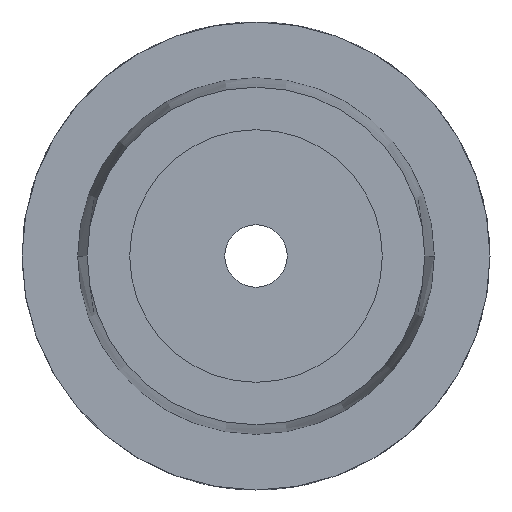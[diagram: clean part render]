
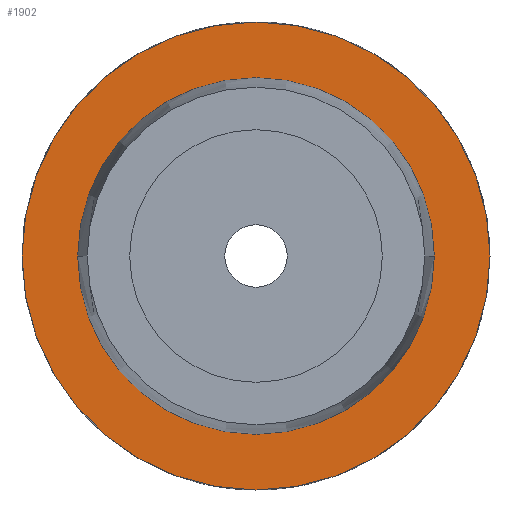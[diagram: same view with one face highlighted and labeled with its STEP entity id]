
A CAD part, left-side view. The second image highlights one B-rep face of the part: STEP entity #1902.
In plain terms, the highlighted planar face has unit normal (-1, 0, 0).
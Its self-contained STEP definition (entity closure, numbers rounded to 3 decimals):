
#425=CARTESIAN_POINT('',(0.,0.,0.));
#426=DIRECTION('',(1.,0.,0.));
#427=DIRECTION('',(0.,1.,0.));
#428=AXIS2_PLACEMENT_3D('',#425,#426,#427);
#447=CARTESIAN_POINT('',(0.,0.,0.));
#448=DIRECTION('',(-1.,0.,0.));
#449=DIRECTION('',(0.,1.,0.));
#450=AXIS2_PLACEMENT_3D('',#447,#448,#449);
#455=CARTESIAN_POINT('',(0.,0.,0.));
#456=DIRECTION('',(1.,0.,0.));
#457=DIRECTION('',(0.,1.,0.));
#458=AXIS2_PLACEMENT_3D('',#455,#456,#457);
#463=CARTESIAN_POINT('',(0.,0.,0.));
#464=DIRECTION('',(-1.,0.,0.));
#465=DIRECTION('',(0.,1.,0.));
#466=AXIS2_PLACEMENT_3D('',#463,#464,#465);
#1293=CARTESIAN_POINT('',(0.,31.5,0.));
#1295=VERTEX_POINT('',#1293);
#1296=CARTESIAN_POINT('',(0.,24.005,0.));
#1298=VERTEX_POINT('',#1296);
#1301=CARTESIAN_POINT('',(0.,-31.5,0.));
#1303=VERTEX_POINT('',#1301);
#1304=CARTESIAN_POINT('',(0.,-24.005,0.));
#1306=VERTEX_POINT('',#1304);
#1887=CARTESIAN_POINT('',(0.,0.,0.));
#1888=DIRECTION('',(1.,0.,0.));
#1889=DIRECTION('',(0.,-1.,0.));
#1890=AXIS2_PLACEMENT_3D('',#1887,#1888,#1889);
#1891=PLANE('',#1890);
#1893=ORIENTED_EDGE('',*,*,#1892,.T.);
#1895=ORIENTED_EDGE('',*,*,#1894,.F.);
#1896=EDGE_LOOP('',(#1893,#1895));
#1897=FACE_OUTER_BOUND('',#1896,.F.);
#1898=ORIENTED_EDGE('',*,*,#1882,.T.);
#1899=ORIENTED_EDGE('',*,*,#1866,.F.);
#1900=EDGE_LOOP('',(#1898,#1899));
#1901=FACE_BOUND('',#1900,.F.);
#429=CIRCLE('',#428,24.005);
#451=CIRCLE('',#450,24.005);
#459=CIRCLE('',#458,31.5);
#467=CIRCLE('',#466,31.5);
#1866=EDGE_CURVE('',#1298,#1306,#429,.T.);
#1882=EDGE_CURVE('',#1298,#1306,#451,.T.);
#1892=EDGE_CURVE('',#1295,#1303,#459,.T.);
#1894=EDGE_CURVE('',#1295,#1303,#467,.T.);
#1902=ADVANCED_FACE('',(#1897,#1901),#1891,.F.);
